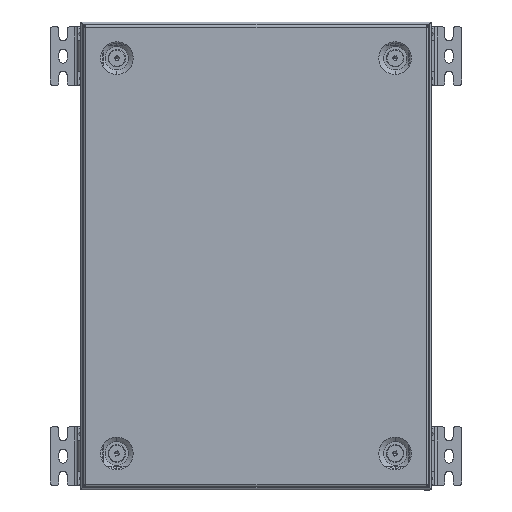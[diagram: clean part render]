
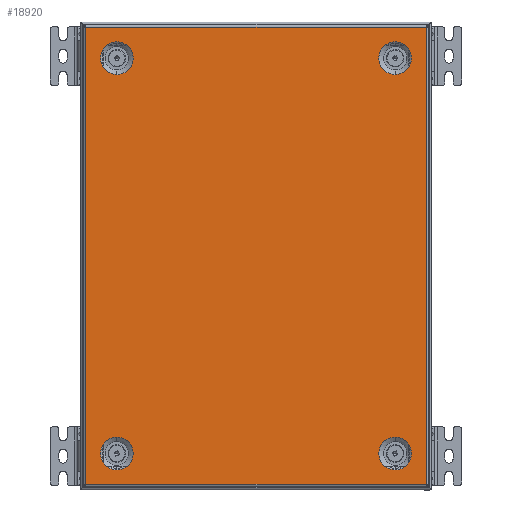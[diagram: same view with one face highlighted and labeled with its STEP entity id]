
A CAD part, top view. The second image highlights one B-rep face of the part: STEP entity #18920.
In plain terms, the highlighted planar face has unit normal (0, 0, 1).
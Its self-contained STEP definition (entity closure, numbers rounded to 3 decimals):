
#476 = DIRECTION ( 'NONE',  ( 0., 0., 1. ) ) ;
#963 = ORIENTED_EDGE ( 'NONE', *, *, #22674, .F. ) ;
#1380 = EDGE_CURVE ( 'NONE', #8697, #22580, #26122, .T. ) ;
#1666 = AXIS2_PLACEMENT_3D ( 'NONE', #17332, #6422, #14793 ) ;
#1979 = VERTEX_POINT ( 'NONE', #11696 ) ;
#2224 = CARTESIAN_POINT ( 'NONE',  ( -147.5, 195.5, 0. ) ) ;
#2246 = AXIS2_PLACEMENT_3D ( 'NONE', #21696, #476, #2555 ) ;
#2288 = VERTEX_POINT ( 'NONE', #6374 ) ;
#2555 = DIRECTION ( 'NONE',  ( 1., 0., 0. ) ) ;
#2577 = EDGE_LOOP ( 'NONE', ( #12420, #17865 ) ) ;
#2888 = DIRECTION ( 'NONE',  ( 1., 0., 0. ) ) ;
#2946 = CARTESIAN_POINT ( 'NONE',  ( 119., 169., 0. ) ) ;
#3229 = LINE ( 'NONE', #21960, #12760 ) ;
#3237 = VERTEX_POINT ( 'NONE', #20899 ) ;
#3240 = FACE_BOUND ( 'NONE', #24281, .T. ) ;
#3571 = CIRCLE ( 'NONE', #2246, 14. ) ;
#3952 = VERTEX_POINT ( 'NONE', #21788 ) ;
#4113 = AXIS2_PLACEMENT_3D ( 'NONE', #4156, #17279, #25388 ) ;
#4156 = CARTESIAN_POINT ( 'NONE',  ( 119., 169., 0. ) ) ;
#4161 = CARTESIAN_POINT ( 'NONE',  ( -145.5, 195.5, 0. ) ) ;
#5056 = CARTESIAN_POINT ( 'NONE',  ( -119., 155., 0. ) ) ;
#5068 = EDGE_CURVE ( 'NONE', #12370, #6552, #10323, .T. ) ;
#5117 = DIRECTION ( 'NONE',  ( 0., 0., 1. ) ) ;
#5160 = AXIS2_PLACEMENT_3D ( 'NONE', #17977, #7069, #2888 ) ;
#5289 = DIRECTION ( 'NONE',  ( -1., 0., 0. ) ) ;
#5325 = FACE_BOUND ( 'NONE', #6805, .T. ) ;
#5365 = VERTEX_POINT ( 'NONE', #18047 ) ;
#5449 = FACE_BOUND ( 'NONE', #2577, .T. ) ;
#5720 = ORIENTED_EDGE ( 'NONE', *, *, #18873, .F. ) ;
#5727 = FACE_BOUND ( 'NONE', #11448, .T. ) ;
#6115 = AXIS2_PLACEMENT_3D ( 'NONE', #26777, #15894, #5289 ) ;
#6160 = VERTEX_POINT ( 'NONE', #12728 ) ;
#6281 = CARTESIAN_POINT ( 'NONE',  ( -145.793, -195.5, 0. ) ) ;
#6348 = ORIENTED_EDGE ( 'NONE', *, *, #22728, .F. ) ;
#6374 = CARTESIAN_POINT ( 'NONE',  ( -119., -155., 0. ) ) ;
#6401 = VECTOR ( 'NONE', #25842, 1000. ) ;
#6422 = DIRECTION ( 'NONE',  ( 0., 0., 1. ) ) ;
#6552 = VERTEX_POINT ( 'NONE', #18486 ) ;
#6805 = EDGE_LOOP ( 'NONE', ( #26585, #15649 ) ) ;
#7069 = DIRECTION ( 'NONE',  ( 0., 0., 1. ) ) ;
#7982 = VECTOR ( 'NONE', #23751, 1000. ) ;
#8247 = VERTEX_POINT ( 'NONE', #13361 ) ;
#8606 = LINE ( 'NONE', #15046, #7982 ) ;
#8697 = VERTEX_POINT ( 'NONE', #19919 ) ;
#8873 = AXIS2_PLACEMENT_3D ( 'NONE', #13843, #11725, #13976 ) ;
#9241 = VERTEX_POINT ( 'NONE', #5056 ) ;
#9554 = CARTESIAN_POINT ( 'NONE',  ( 119., -169., 0. ) ) ;
#9707 = ORIENTED_EDGE ( 'NONE', *, *, #10300, .T. ) ;
#9784 = ORIENTED_EDGE ( 'NONE', *, *, #1380, .T. ) ;
#9824 = EDGE_CURVE ( 'NONE', #26681, #6160, #18210, .T. ) ;
#10300 = EDGE_CURVE ( 'NONE', #5365, #8697, #20418, .T. ) ;
#10323 = CIRCLE ( 'NONE', #4113, 14. ) ;
#11019 = CARTESIAN_POINT ( 'NONE',  ( 145.793, 195.5, 0. ) ) ;
#11448 = EDGE_LOOP ( 'NONE', ( #963, #5720 ) ) ;
#11466 = DIRECTION ( 'NONE',  ( 1., 0., 0. ) ) ;
#11604 = EDGE_CURVE ( 'NONE', #26927, #22580, #25387, .T. ) ;
#11696 = CARTESIAN_POINT ( 'NONE',  ( 119., -183., 0. ) ) ;
#11725 = DIRECTION ( 'NONE',  ( 0., 0., 1. ) ) ;
#12267 = DIRECTION ( 'NONE',  ( 1., 0., 0. ) ) ;
#12370 = VERTEX_POINT ( 'NONE', #22164 ) ;
#12420 = ORIENTED_EDGE ( 'NONE', *, *, #24518, .F. ) ;
#12512 = EDGE_CURVE ( 'NONE', #8247, #5365, #14153, .T. ) ;
#12728 = CARTESIAN_POINT ( 'NONE',  ( -145.4, -195.5, 0. ) ) ;
#12760 = VECTOR ( 'NONE', #20285, 1000. ) ;
#13016 = VERTEX_POINT ( 'NONE', #22807 ) ;
#13127 = EDGE_CURVE ( 'NONE', #6160, #13016, #21138, .T. ) ;
#13182 = AXIS2_PLACEMENT_3D ( 'NONE', #9554, #5117, #20088 ) ;
#13361 = CARTESIAN_POINT ( 'NONE',  ( 145.5, -195.5, 0. ) ) ;
#13843 = CARTESIAN_POINT ( 'NONE',  ( 0., 0., 0. ) ) ;
#13976 = DIRECTION ( 'NONE',  ( 1., 0., 0. ) ) ;
#14153 = LINE ( 'NONE', #22839, #20821 ) ;
#14602 = EDGE_CURVE ( 'NONE', #3237, #2288, #19476, .T. ) ;
#14703 = EDGE_CURVE ( 'NONE', #6552, #12370, #23487, .T. ) ;
#14736 = EDGE_CURVE ( 'NONE', #13016, #8247, #3229, .T. ) ;
#14740 = DIRECTION ( 'NONE',  ( 1., 0., 0. ) ) ;
#14793 = DIRECTION ( 'NONE',  ( -1., 0., 0. ) ) ;
#15046 = CARTESIAN_POINT ( 'NONE',  ( -145.5, 195.793, 0. ) ) ;
#15436 = CARTESIAN_POINT ( 'NONE',  ( -145.4, 195.5, 0. ) ) ;
#15649 = ORIENTED_EDGE ( 'NONE', *, *, #5068, .F. ) ;
#15692 = ORIENTED_EDGE ( 'NONE', *, *, #17990, .T. ) ;
#15811 = ORIENTED_EDGE ( 'NONE', *, *, #23849, .F. ) ;
#15832 = ORIENTED_EDGE ( 'NONE', *, *, #9824, .T. ) ;
#15894 = DIRECTION ( 'NONE',  ( 0., 0., 1. ) ) ;
#16061 = DIRECTION ( 'NONE',  ( 0., 0., 1. ) ) ;
#16209 = CARTESIAN_POINT ( 'NONE',  ( -119., 183., 0. ) ) ;
#16740 = VECTOR ( 'NONE', #14740, 1000. ) ;
#17279 = DIRECTION ( 'NONE',  ( 0., 0., 1. ) ) ;
#17332 = CARTESIAN_POINT ( 'NONE',  ( -119., -169., 0. ) ) ;
#17501 = ORIENTED_EDGE ( 'NONE', *, *, #11604, .F. ) ;
#17865 = ORIENTED_EDGE ( 'NONE', *, *, #14602, .F. ) ;
#17977 = CARTESIAN_POINT ( 'NONE',  ( -119., 169., 0. ) ) ;
#17990 = EDGE_CURVE ( 'NONE', #26927, #26681, #8606, .T. ) ;
#18047 = CARTESIAN_POINT ( 'NONE',  ( 145.5, 195.5, 0. ) ) ;
#18113 = CIRCLE ( 'NONE', #5160, 14. ) ;
#18210 = LINE ( 'NONE', #26694, #22057 ) ;
#18326 = CARTESIAN_POINT ( 'NONE',  ( 119., -169., 0. ) ) ;
#18486 = CARTESIAN_POINT ( 'NONE',  ( 119., 155., 0. ) ) ;
#18585 = AXIS2_PLACEMENT_3D ( 'NONE', #2946, #16061, #19858 ) ;
#18873 = EDGE_CURVE ( 'NONE', #18933, #9241, #3571, .T. ) ;
#18917 = DIRECTION ( 'NONE',  ( 0., 1., 0. ) ) ;
#18920 = ADVANCED_FACE ( 'NONE', ( #22261, #5727, #5325, #5449, #3240 ), #24612, .T. ) ;
#18933 = VERTEX_POINT ( 'NONE', #16209 ) ;
#19228 = ORIENTED_EDGE ( 'NONE', *, *, #13127, .T. ) ;
#19382 = VECTOR ( 'NONE', #22375, 1000. ) ;
#19476 = CIRCLE ( 'NONE', #1666, 14. ) ;
#19578 = DIRECTION ( 'NONE',  ( 1., 0., 0. ) ) ;
#19858 = DIRECTION ( 'NONE',  ( -1., 0., 0. ) ) ;
#19919 = CARTESIAN_POINT ( 'NONE',  ( 145.4, 195.5, 0. ) ) ;
#20088 = DIRECTION ( 'NONE',  ( 1., 0., 0. ) ) ;
#20285 = DIRECTION ( 'NONE',  ( 1., 0., 0. ) ) ;
#20418 = LINE ( 'NONE', #26665, #19382 ) ;
#20802 = CIRCLE ( 'NONE', #13182, 14. ) ;
#20821 = VECTOR ( 'NONE', #18917, 1000. ) ;
#20899 = CARTESIAN_POINT ( 'NONE',  ( -119., -183., 0. ) ) ;
#21138 = LINE ( 'NONE', #6281, #21730 ) ;
#21696 = CARTESIAN_POINT ( 'NONE',  ( -119., 169., 0. ) ) ;
#21730 = VECTOR ( 'NONE', #19578, 1000. ) ;
#21788 = CARTESIAN_POINT ( 'NONE',  ( 119., -155., 0. ) ) ;
#21960 = CARTESIAN_POINT ( 'NONE',  ( 147.5, -195.5, 0. ) ) ;
#22057 = VECTOR ( 'NONE', #11466, 1000. ) ;
#22164 = CARTESIAN_POINT ( 'NONE',  ( 119., 183., 0. ) ) ;
#22261 = FACE_OUTER_BOUND ( 'NONE', #24256, .T. ) ;
#22324 = ORIENTED_EDGE ( 'NONE', *, *, #12512, .T. ) ;
#22375 = DIRECTION ( 'NONE',  ( -1., 0., 0. ) ) ;
#22580 = VERTEX_POINT ( 'NONE', #15436 ) ;
#22632 = CIRCLE ( 'NONE', #24847, 14. ) ;
#22674 = EDGE_CURVE ( 'NONE', #9241, #18933, #18113, .T. ) ;
#22728 = EDGE_CURVE ( 'NONE', #3952, #1979, #20802, .T. ) ;
#22807 = CARTESIAN_POINT ( 'NONE',  ( 145.4, -195.5, 0. ) ) ;
#22839 = CARTESIAN_POINT ( 'NONE',  ( 145.5, -195.793, 0. ) ) ;
#23082 = CIRCLE ( 'NONE', #6115, 14. ) ;
#23487 = CIRCLE ( 'NONE', #18585, 14. ) ;
#23751 = DIRECTION ( 'NONE',  ( 0., -1., 0. ) ) ;
#23806 = ORIENTED_EDGE ( 'NONE', *, *, #14736, .T. ) ;
#23849 = EDGE_CURVE ( 'NONE', #1979, #3952, #22632, .T. ) ;
#24256 = EDGE_LOOP ( 'NONE', ( #9707, #9784, #17501, #15692, #15832, #19228, #23806, #22324 ) ) ;
#24281 = EDGE_LOOP ( 'NONE', ( #6348, #15811 ) ) ;
#24518 = EDGE_CURVE ( 'NONE', #2288, #3237, #23082, .T. ) ;
#24606 = DIRECTION ( 'NONE',  ( 0., 0., 1. ) ) ;
#24612 = PLANE ( 'NONE',  #8873 ) ;
#24847 = AXIS2_PLACEMENT_3D ( 'NONE', #18326, #24606, #12267 ) ;
#25152 = CARTESIAN_POINT ( 'NONE',  ( -145.5, -195.5, 0. ) ) ;
#25387 = LINE ( 'NONE', #2224, #16740 ) ;
#25388 = DIRECTION ( 'NONE',  ( -1., 0., 0. ) ) ;
#25842 = DIRECTION ( 'NONE',  ( -1., 0., 0. ) ) ;
#26122 = LINE ( 'NONE', #11019, #6401 ) ;
#26585 = ORIENTED_EDGE ( 'NONE', *, *, #14703, .F. ) ;
#26665 = CARTESIAN_POINT ( 'NONE',  ( 145.793, 195.5, 0. ) ) ;
#26681 = VERTEX_POINT ( 'NONE', #25152 ) ;
#26694 = CARTESIAN_POINT ( 'NONE',  ( -145.793, -195.5, 0. ) ) ;
#26777 = CARTESIAN_POINT ( 'NONE',  ( -119., -169., 0. ) ) ;
#26927 = VERTEX_POINT ( 'NONE', #4161 ) ;
